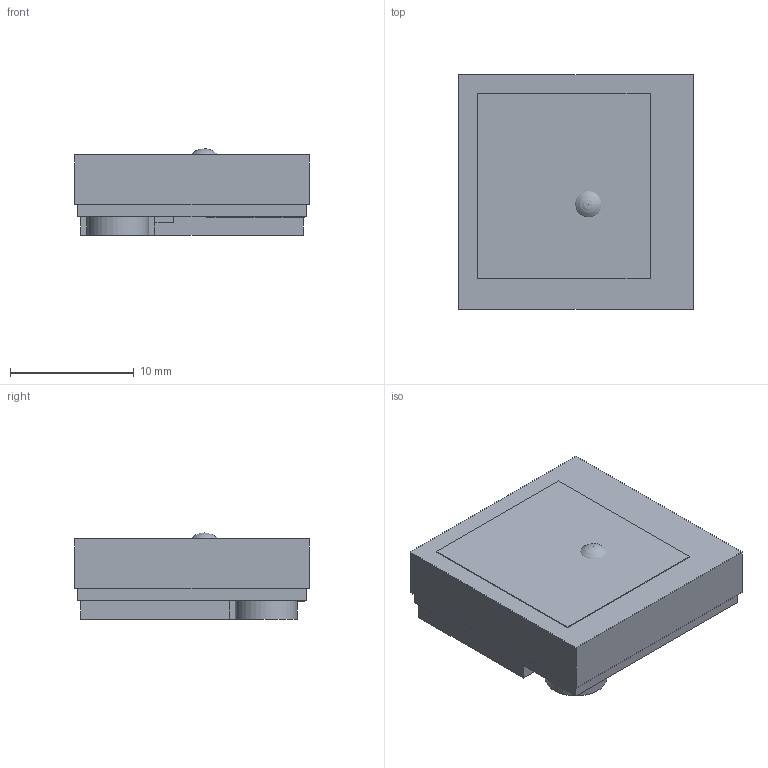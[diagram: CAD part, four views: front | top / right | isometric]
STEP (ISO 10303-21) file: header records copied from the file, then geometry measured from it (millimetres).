
FILE_DESCRIPTION(('FreeCAD Model'),'2;1');
FILE_NAME('HTZN_TTL_HT1818U8G5L.step','2020-07-28T12:20:20',('Author'),(''), 'Open CASCADE STEP processor 7.3','FreeCAD','Unknown');
FILE_SCHEMA(('AUTOMOTIVE_DESIGN { 1 0 10303 214 1 1 1 1 }'));
Length unit declared in the file: millimetre
Products named in the file (11): Pad_G; AntennenKörper; Pad_R; Pad_V; Metal; Lötpunkt; Würfel; Case; PCB; Battery; Pad_T
Bounding box: 19 x 19 x 7 mm (x, y, z)
Volume: 2242.9 mm3; surface area: 2951.6 mm2
Topology: 11 solids, 11 shells, 60 faces, 120 edges, 80 vertices
Faces by surface type: plane 58, sphere 1, cylinder 1
Full cylindrical faces by diameter (mm): 5 x1
Entity records: 3230 total; most frequent: CARTESIAN_POINT 491, DIRECTION 475, LINE 347, VECTOR 347, ORIENTED_EDGE 234, PCURVE 234, DEFINITIONAL_REPRESENTATION 234, EDGE_CURVE 117
